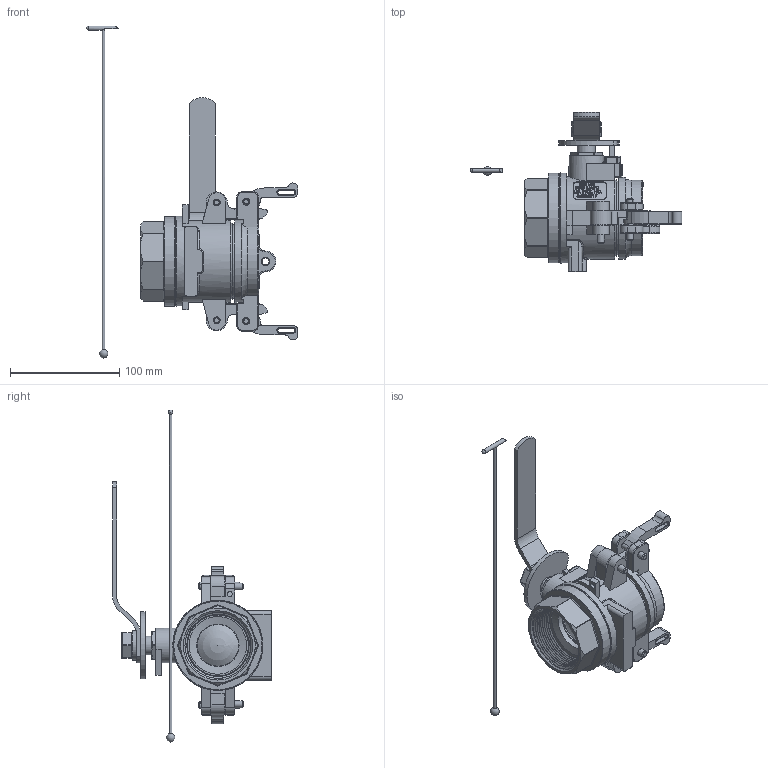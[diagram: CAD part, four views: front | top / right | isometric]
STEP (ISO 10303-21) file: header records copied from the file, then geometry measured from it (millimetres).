
FILE_DESCRIPTION(/* description */ ('2" FNPT MALE SS DRYMATE'),/* implementation_level */ '2;1');
FILE_NAME(/* name */ 'DM200ASS.stp',/* time_stamp */ '2016-10-17T11:11:13-04:00',/* author */ ('BDB'),/* organization */ (''),/* preprocessor_version */ 'ST-DEVELOPER v16.5',/* originating_system */ 'Autodesk Inventor 2017',/* authorisation */ '');
FILE_SCHEMA (('AUTOMOTIVE_DESIGN { 1 0 10303 214 3 1 1 }'));
Products named in the file (31): DM200ASS; DM15154MSS; DB20258; DB20281; DM15151SS; DM15153SS; DM15155SS; DM15204SS; DM15255MSS; DM15256MSS; DM15288SS; DM15288SSX; DM200ACAP; DB20312AC; DB20312AY; DB20312AX; DB20311V; DB20313; DM201KX; 200P; DM20300; V20207A; V20258; VSS15020; VSS15021; VSS15060; VSS15159; VSS15160; VSS15160M; VSS15160S; VSS15160F
Assembly tree (36 placements, depth 5):
  DM200ASS
    DM15154MSS
    200P  x2
    DB20258
    DB20281  x2
    DM15151SS
    DM15153SS
    DM15155SS
    DM15204SS
    DM15255MSS
    DM15256MSS
    DM15288SS
      DM15288SSX
    DM200ACAP
      DB20312AC
        DB20312AY
          DB20312AX
      DB20311V
      DB20313
      DM201KX  x2
      200P  x2
    DM20300  x2
    V20207A
    V20258
    VSS15020
    VSS15021
    VSS15060
    VSS15159
    VSS15160
      VSS15160M
      VSS15160S
      VSS15160F
Bounding box: 194.1 x 145.54 x 304.4 mm (x, y, z)
Volume: 419773.5 mm3; surface area: 191121.7 mm2
Topology: 33 solids, 33 shells, 2760 faces, 7184 edges, 4676 vertices
Faces by surface type: plane 1190, bspline 849, cylinder 529, cone 82, torus 75, sphere 35
Full cylindrical faces by diameter (mm): 2.381 x1, 3.175 x3, 3.969 x1, 4.572 x1, 6.325 x4, 6.35 x9, 6.502 x4, 7.112 x3, 16.825 x2, 16.993 x1, 17.018 x3, 17.17 x1, 17.526 x2, 19.99 x1, 20.066 x1, 21.336 x1, 22.261 x2, 22.606 x1, 23.19 x3, 23.368 x5, 31.75 x1, 38.1 x3, 38.862 x1, 41.046 x1, 46.101 x1, 50.8 x2, 54.61 x1, 55.372 x1, 55.575 x1, 57.15 x1
Entity records: 107971 total; most frequent: CARTESIAN_POINT 46331, ORIENTED_EDGE 13400, DIRECTION 10184, EDGE_CURVE 6700, VERTEX_POINT 4451, LINE 3548, VECTOR 3548, AXIS2_PLACEMENT_3D 3318
